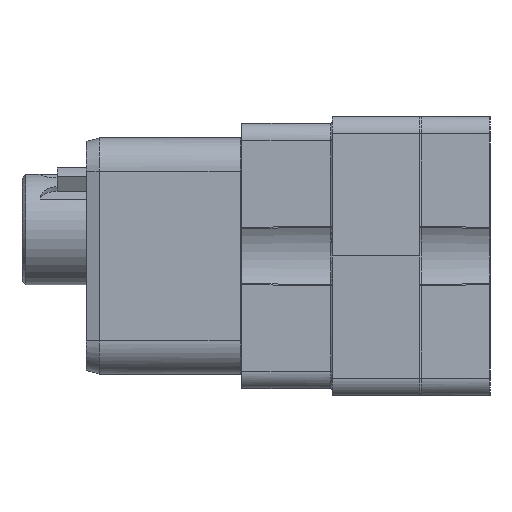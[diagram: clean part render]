
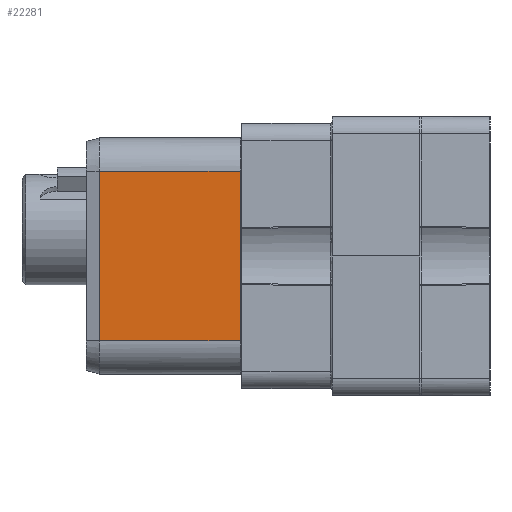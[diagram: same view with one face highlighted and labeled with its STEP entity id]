
A CAD part, left-side view. The second image highlights one B-rep face of the part: STEP entity #22281.
In plain terms, the highlighted planar face has unit normal (-1, 0.011, 0).
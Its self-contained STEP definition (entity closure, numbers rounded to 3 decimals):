
#6171=CARTESIAN_POINT('',(-20.929,0.099,
-4.825));
#6232=CARTESIAN_POINT('',(-20.838,8.124,-4.825));
#6234=DIRECTION('',(0.011,1.,0.));
#6235=VECTOR('',#6234,8.026);
#6236=CARTESIAN_POINT('',(-20.929,0.099,
-4.825));
#6237=LINE('',#6236,#6235);
#6238=DIRECTION('',(0.,0.,1.));
#6239=VECTOR('',#6238,9.65);
#6240=CARTESIAN_POINT('',(-20.929,0.099,
-4.825));
#6241=LINE('',#6240,#6239);
#6242=CARTESIAN_POINT('',(-20.838,8.124,-4.825));
#6243=CARTESIAN_POINT('',(-20.838,8.124,
-3.753));
#6244=CARTESIAN_POINT('',(-20.838,8.125,
-1.608));
#6245=CARTESIAN_POINT('',(-20.838,8.125,1.608));
#6246=CARTESIAN_POINT('',(-20.838,8.125,3.753));
#6247=CARTESIAN_POINT('',(-20.838,8.125,4.825));
#6249=CARTESIAN_POINT('',(-20.929,0.099,
4.825));
#6302=CARTESIAN_POINT('',(-20.929,0.099,4.825));
#6303=CARTESIAN_POINT('',(-20.919,0.991,4.825));
#6304=CARTESIAN_POINT('',(-20.899,2.774,4.825));
#6305=CARTESIAN_POINT('',(-20.868,5.45,4.825));
#6306=CARTESIAN_POINT('',(-20.848,7.233,4.825));
#6307=CARTESIAN_POINT('',(-20.838,8.125,4.825));
#16813=VERTEX_POINT('',#6232);
#16815=VERTEX_POINT('',#6247);
#17543=VERTEX_POINT('',#6249);
#17566=VERTEX_POINT('',#6171);
#22269=CARTESIAN_POINT('',(-20.93,0.,6.705));
#22270=DIRECTION('',(1.,-0.011,0.));
#22271=DIRECTION('',(0.011,1.,0.));
#22272=AXIS2_PLACEMENT_3D('',#22269,#22270,#22271);
#22273=PLANE('',#22272);
#22274=ORIENTED_EDGE('',*,*,#22193,.F.);
#22275=ORIENTED_EDGE('',*,*,#22264,.T.);
#22276=ORIENTED_EDGE('',*,*,#21901,.T.);
#22278=ORIENTED_EDGE('',*,*,#22277,.F.);
#22279=EDGE_LOOP('',(#22274,#22275,#22276,#22278));
#22280=FACE_OUTER_BOUND('',#22279,.F.);
#22281=ADVANCED_FACE('',(#22280),#22273,.F.);
#6248=B_SPLINE_CURVE_WITH_KNOTS('',3,(#6242,#6243,#6244,#6245,#6246,#6247),
.UNSPECIFIED.,.F.,.F.,(4,1,1,4),(0.,0.333,0.667,1.),
.UNSPECIFIED.);
#6308=B_SPLINE_CURVE_WITH_KNOTS('',3,(#6302,#6303,#6304,#6305,#6306,#6307),
.UNSPECIFIED.,.F.,.F.,(4,1,1,4),(0.,0.333,0.667,1.),
.UNSPECIFIED.);
#21901=EDGE_CURVE('',#16813,#16815,#6248,.T.);
#22193=EDGE_CURVE('',#17566,#17543,#6241,.T.);
#22264=EDGE_CURVE('',#17566,#16813,#6237,.T.);
#22277=EDGE_CURVE('',#17543,#16815,#6308,.T.);
